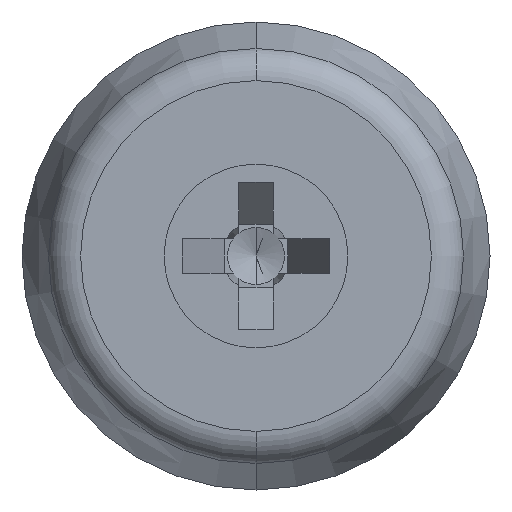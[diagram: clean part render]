
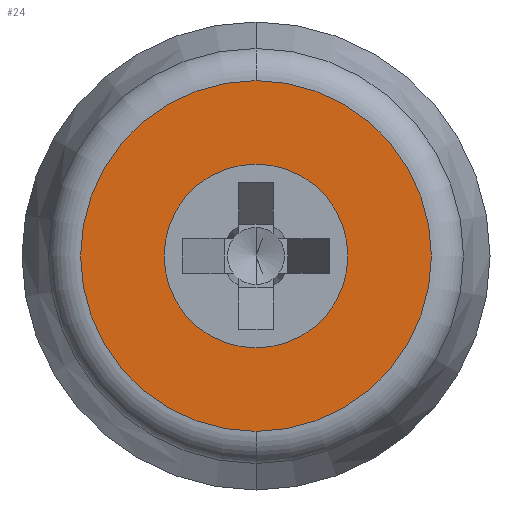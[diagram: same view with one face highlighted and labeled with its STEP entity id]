
A CAD part, front view. The second image highlights one B-rep face of the part: STEP entity #24.
In plain terms, the highlighted planar face has unit normal (0, -1, 0).
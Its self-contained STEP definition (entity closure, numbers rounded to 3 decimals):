
#24 = ADVANCED_FACE ( 'NONE', ( #403, #406 ), #2052, .F. ) ;
#403 = FACE_OUTER_BOUND ( 'NONE', #1461, .T. ) ;
#406 = FACE_BOUND ( 'NONE', #1462, .T. ) ;
#408 = AXIS2_PLACEMENT_3D ( 'NONE', #2053, #2054, #2055 ) ;
#459 = CIRCLE ( 'NONE', #513, 2.75 ) ;
#476 = CIRCLE ( 'NONE', #537, 5.246 ) ;
#513 = AXIS2_PLACEMENT_3D ( 'NONE', #687, #688, #689 ) ;
#537 = AXIS2_PLACEMENT_3D ( 'NONE', #1562, #1563, #1564 ) ;
#687 = CARTESIAN_POINT ( 'NONE',  ( 0., -6., 0. ) ) ;
#688 = DIRECTION ( 'NONE',  ( 0., 1., 0. ) ) ;
#689 = DIRECTION ( 'NONE',  ( 0., 0., 1. ) ) ;
#888 = CARTESIAN_POINT ( 'NONE',  ( 0., -6., -5.246 ) ) ;
#896 = CARTESIAN_POINT ( 'NONE',  ( 0., -6., 5.246 ) ) ;
#930 = CARTESIAN_POINT ( 'NONE',  ( 0., -6., 0. ) ) ;
#931 = DIRECTION ( 'NONE',  ( 0., 1., 0. ) ) ;
#932 = DIRECTION ( 'NONE',  ( 0., 0., 1. ) ) ;
#973 = CARTESIAN_POINT ( 'NONE',  ( 0., -6., 0. ) ) ;
#974 = DIRECTION ( 'NONE',  ( 0., -1., 0. ) ) ;
#975 = DIRECTION ( 'NONE',  ( 0., 0., 1. ) ) ;
#1276 = VERTEX_POINT ( 'NONE', #2120 ) ;
#1407 = VERTEX_POINT ( 'NONE', #2151 ) ;
#1461 = EDGE_LOOP ( 'NONE', ( #1760, #1762 ) ) ;
#1462 = EDGE_LOOP ( 'NONE', ( #1763, #1765 ) ) ;
#1475 = AXIS2_PLACEMENT_3D ( 'NONE', #930, #931, #932 ) ;
#1489 = AXIS2_PLACEMENT_3D ( 'NONE', #973, #974, #975 ) ;
#1562 = CARTESIAN_POINT ( 'NONE',  ( 0., -6., 0. ) ) ;
#1563 = DIRECTION ( 'NONE',  ( 0., -1., 0. ) ) ;
#1564 = DIRECTION ( 'NONE',  ( 0., 0., 1. ) ) ;
#1760 = ORIENTED_EDGE ( 'NONE', *, *, #1897, .T. ) ;
#1762 = ORIENTED_EDGE ( 'NONE', *, *, #2437, .T. ) ;
#1763 = ORIENTED_EDGE ( 'NONE', *, *, #1870, .T. ) ;
#1765 = ORIENTED_EDGE ( 'NONE', *, *, #2410, .T. ) ;
#1769 = VERTEX_POINT ( 'NONE', #888 ) ;
#1777 = VERTEX_POINT ( 'NONE', #896 ) ;
#1870 = EDGE_CURVE ( 'NONE', #1276, #1407, #1928, .T. ) ;
#1897 = EDGE_CURVE ( 'NONE', #1777, #1769, #1904, .T. ) ;
#1904 = CIRCLE ( 'NONE', #1489, 5.246 ) ;
#1928 = CIRCLE ( 'NONE', #1475, 2.75 ) ;
#2052 = PLANE ( 'NONE',  #408 ) ;
#2053 = CARTESIAN_POINT ( 'NONE',  ( 6., -6., 0. ) ) ;
#2054 = DIRECTION ( 'NONE',  ( 0., 1., 0. ) ) ;
#2055 = DIRECTION ( 'NONE',  ( 0., 0., 1. ) ) ;
#2120 = CARTESIAN_POINT ( 'NONE',  ( 0., -6., 2.75 ) ) ;
#2151 = CARTESIAN_POINT ( 'NONE',  ( 0., -6., -2.75 ) ) ;
#2410 = EDGE_CURVE ( 'NONE', #1407, #1276, #459, .T. ) ;
#2437 = EDGE_CURVE ( 'NONE', #1769, #1777, #476, .T. ) ;
